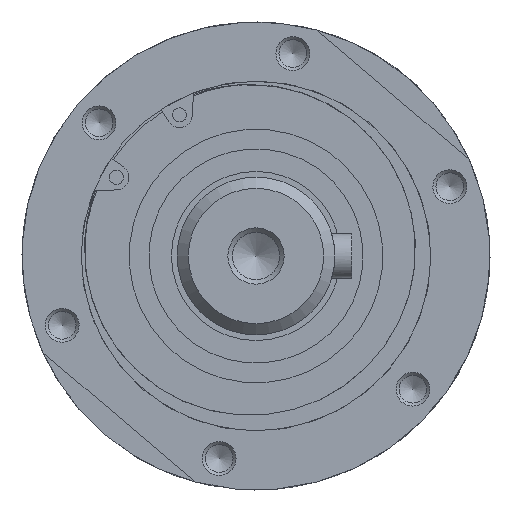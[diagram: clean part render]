
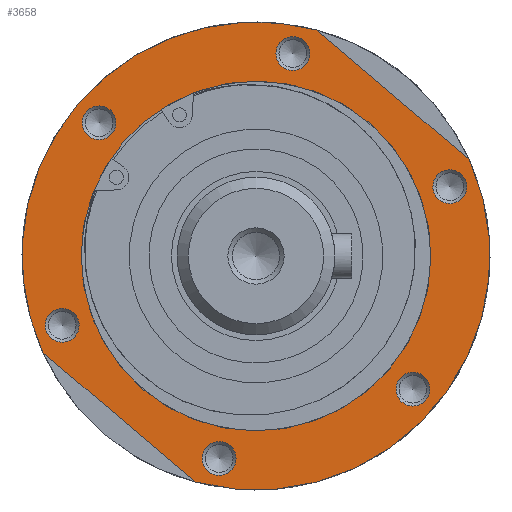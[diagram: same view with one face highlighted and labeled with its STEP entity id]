
A CAD part, left-side view. The second image highlights one B-rep face of the part: STEP entity #3658.
In plain terms, the highlighted planar face has unit normal (-1, 0, 0).
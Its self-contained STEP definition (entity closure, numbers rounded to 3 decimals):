
#3229=CARTESIAN_POINT('',(-225.,23.637,20.057));
#3230=VERTEX_POINT('',#3229);
#3231=CARTESIAN_POINT('',(-225.,0.,0.));
#3232=DIRECTION('',(1.0,0.,0.));
#3233=DIRECTION('',(0.,0.762,0.647));
#3234=AXIS2_PLACEMENT_3D('',#3231,#3232,#3233);
#3235=CIRCLE('',#3234,31.);
#3236=EDGE_CURVE('',#3230,#3230,#3235,.T.);
#3396=CARTESIAN_POINT('',(-225.,35.378,-9.47));
#3397=VERTEX_POINT('',#3396);
#3398=CARTESIAN_POINT('',(-225.,34.367,-12.294));
#3399=DIRECTION('',(-1.0,0.,0.));
#3400=DIRECTION('',(0.,-0.337,-0.942));
#3401=AXIS2_PLACEMENT_3D('',#3398,#3399,#3400);
#3402=CIRCLE('',#3401,3.);
#3403=EDGE_CURVE('',#3397,#3397,#3402,.T.);
#3436=CARTESIAN_POINT('',(-225.,25.89,25.903));
#3437=VERTEX_POINT('',#3436);
#3438=CARTESIAN_POINT('',(-225.,27.831,23.616));
#3439=DIRECTION('',(-1.0,0.,0.));
#3440=DIRECTION('',(0.,0.647,-0.762));
#3441=AXIS2_PLACEMENT_3D('',#3438,#3439,#3440);
#3442=CIRCLE('',#3441,3.0);
#3443=EDGE_CURVE('',#3437,#3437,#3442,.T.);
#3476=CARTESIAN_POINT('',(-225.,9.488,-35.373));
#3477=VERTEX_POINT('',#3476);
#3478=CARTESIAN_POINT('',(-225.,6.536,-35.91));
#3479=DIRECTION('',(-1.0,0.,0.));
#3480=DIRECTION('',(0.,-0.984,-0.179));
#3481=AXIS2_PLACEMENT_3D('',#3478,#3479,#3480);
#3482=CIRCLE('',#3481,3.);
#3483=EDGE_CURVE('',#3477,#3477,#3482,.T.);
#3516=CARTESIAN_POINT('',(-225.,-9.488,35.373));
#3517=VERTEX_POINT('',#3516);
#3518=CARTESIAN_POINT('',(-225.,-6.536,35.91));
#3519=DIRECTION('',(-1.0,0.,0.));
#3520=DIRECTION('',(0.,0.984,0.179));
#3521=AXIS2_PLACEMENT_3D('',#3518,#3519,#3520);
#3522=CIRCLE('',#3521,3.);
#3523=EDGE_CURVE('',#3517,#3517,#3522,.T.);
#3556=CARTESIAN_POINT('',(-225.,-25.89,-25.903));
#3557=VERTEX_POINT('',#3556);
#3558=CARTESIAN_POINT('',(-225.,-27.831,-23.616));
#3559=DIRECTION('',(-1.0,0.,0.));
#3560=DIRECTION('',(0.,-0.647,0.762));
#3561=AXIS2_PLACEMENT_3D('',#3558,#3559,#3560);
#3562=CIRCLE('',#3561,3.0);
#3563=EDGE_CURVE('',#3557,#3557,#3562,.T.);
#3588=CARTESIAN_POINT('',(-225.,27.64,23.454));
#3589=DIRECTION('',(-1.0,0.0,0.0));
#3590=DIRECTION('',(0.0,-0.647,0.762));
#3591=AXIS2_PLACEMENT_3D('',#3588,#3589,#3590);
#3592=PLANE('',#3591);
#3593=CARTESIAN_POINT('',(-225.,37.817,-17.092));
#3594=VERTEX_POINT('',#3593);
#3595=CARTESIAN_POINT('',(-225.,10.708,-40.095));
#3596=VERTEX_POINT('',#3595);
#3597=CARTESIAN_POINT('',(-225.,37.817,-17.092));
#3598=DIRECTION('',(0.0,-0.762,-0.647));
#3599=VECTOR('',#3598,35.553);
#3600=LINE('',#3597,#3599);
#3601=EDGE_CURVE('',#3594,#3596,#3600,.T.);
#3602=ORIENTED_EDGE('',*,*,#3601,.T.);
#3603=CARTESIAN_POINT('',(-225.,-37.817,17.092));
#3604=VERTEX_POINT('',#3603);
#3605=CARTESIAN_POINT('',(-225.,0.,0.));
#3606=DIRECTION('',(1.0,0.,0.));
#3607=DIRECTION('',(0.,0.762,0.647));
#3608=AXIS2_PLACEMENT_3D('',#3605,#3606,#3607);
#3609=CIRCLE('',#3608,41.5);
#3610=EDGE_CURVE('',#3604,#3596,#3609,.T.);
#3611=ORIENTED_EDGE('',*,*,#3610,.F.);
#3612=CARTESIAN_POINT('',(-225.,-10.708,40.095));
#3613=VERTEX_POINT('',#3612);
#3614=CARTESIAN_POINT('',(-225.,-37.817,17.092));
#3615=DIRECTION('',(0.0,0.762,0.647));
#3616=VECTOR('',#3615,35.553);
#3617=LINE('',#3614,#3616);
#3618=EDGE_CURVE('',#3604,#3613,#3617,.T.);
#3619=ORIENTED_EDGE('',*,*,#3618,.T.);
#3620=CARTESIAN_POINT('',(-225.,0.,0.));
#3621=DIRECTION('',(1.0,0.,0.));
#3622=DIRECTION('',(0.,0.762,0.647));
#3623=AXIS2_PLACEMENT_3D('',#3620,#3621,#3622);
#3624=CIRCLE('',#3623,41.5);
#3625=EDGE_CURVE('',#3594,#3613,#3624,.T.);
#3626=ORIENTED_EDGE('',*,*,#3625,.F.);
#3627=EDGE_LOOP('',(#3602,#3611,#3619,#3626));
#3628=FACE_OUTER_BOUND('',#3627,.T.);
#3629=ORIENTED_EDGE('',*,*,#3563,.F.);
#3630=EDGE_LOOP('',(#3629));
#3631=FACE_BOUND('',#3630,.T.);
#3632=ORIENTED_EDGE('',*,*,#3483,.F.);
#3633=EDGE_LOOP('',(#3632));
#3634=FACE_BOUND('',#3633,.T.);
#3635=ORIENTED_EDGE('',*,*,#3403,.F.);
#3636=EDGE_LOOP('',(#3635));
#3637=FACE_BOUND('',#3636,.T.);
#3638=ORIENTED_EDGE('',*,*,#3236,.T.);
#3639=EDGE_LOOP('',(#3638));
#3640=FACE_BOUND('',#3639,.T.);
#3641=ORIENTED_EDGE('',*,*,#3443,.F.);
#3642=EDGE_LOOP('',(#3641));
#3643=FACE_BOUND('',#3642,.T.);
#3644=ORIENTED_EDGE('',*,*,#3523,.F.);
#3645=EDGE_LOOP('',(#3644));
#3646=FACE_BOUND('',#3645,.T.);
#3647=CARTESIAN_POINT('',(-225.,-35.378,9.47));
#3648=VERTEX_POINT('',#3647);
#3649=CARTESIAN_POINT('',(-225.,-34.367,12.294));
#3650=DIRECTION('',(-1.0,0.,0.));
#3651=DIRECTION('',(0.,0.337,0.942));
#3652=AXIS2_PLACEMENT_3D('',#3649,#3650,#3651);
#3653=CIRCLE('',#3652,3.0);
#3654=EDGE_CURVE('',#3648,#3648,#3653,.T.);
#3655=ORIENTED_EDGE('',*,*,#3654,.F.);
#3656=EDGE_LOOP('',(#3655));
#3657=FACE_BOUND('',#3656,.T.);
#3658=ADVANCED_FACE('',(#3628,#3631,#3634,#3637,#3640,#3643,#3646,#3657),#3592,.T.);
